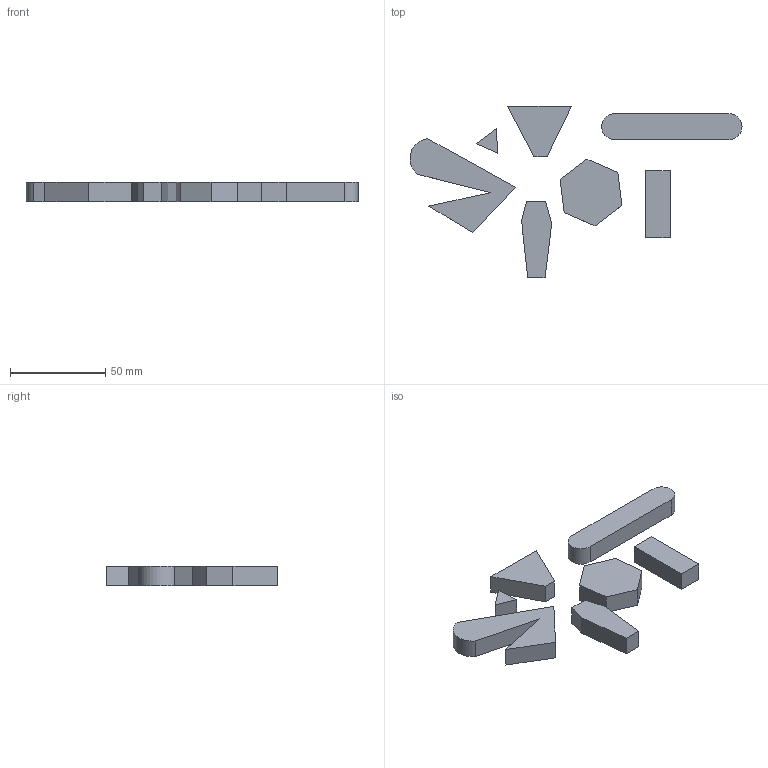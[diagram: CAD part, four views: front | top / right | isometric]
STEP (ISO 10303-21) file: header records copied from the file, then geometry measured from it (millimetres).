
FILE_DESCRIPTION(('FreeCAD Model'),'2;1');
FILE_NAME('Nest_0.step', '2019-04-02T12:45:03',('Author'),(''), 'Open CASCADE STEP processor 7.3','FreeCAD','Unknown');
FILE_SCHEMA(('AUTOMOTIVE_DESIGN { 1 0 10303 214 1 1 1 1 }'));
Length unit declared in the file: millimetre
Products named in the file (7): Body; Body005; Body001; Body002; Body004; Body003; Body006
Bounding box: 174.68 x 90.12 x 10 mm (x, y, z)
Volume: 44940.4 mm3; surface area: 17129.2 mm2
Topology: 7 solids, 7 shells, 47 faces, 99 edges, 66 vertices
Faces by surface type: plane 44, cylinder 3
Entity records: 2655 total; most frequent: CARTESIAN_POINT 411, DIRECTION 399, LINE 285, VECTOR 285, ORIENTED_EDGE 198, PCURVE 198, DEFINITIONAL_REPRESENTATION 198, EDGE_CURVE 99
